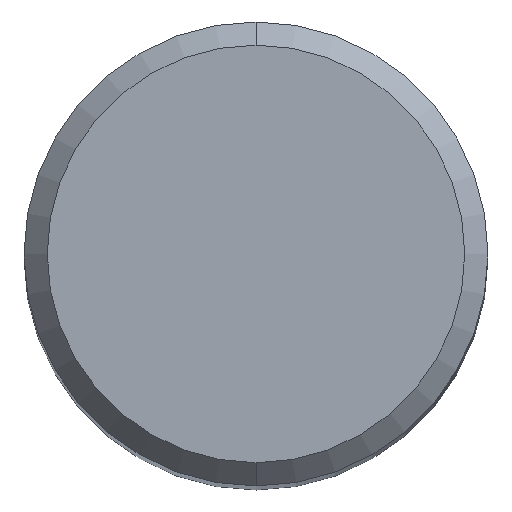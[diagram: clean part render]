
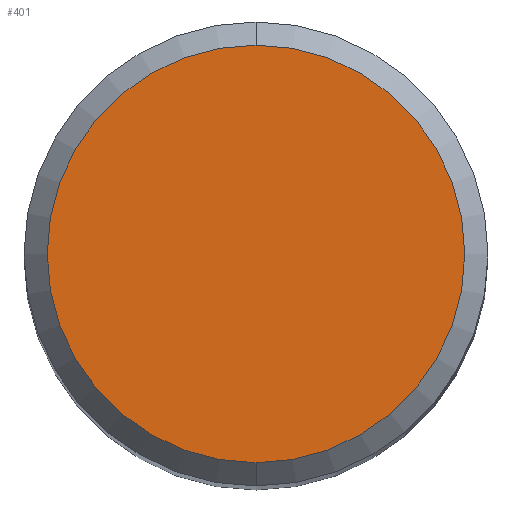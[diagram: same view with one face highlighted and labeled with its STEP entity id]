
A CAD part, top view. The second image highlights one B-rep face of the part: STEP entity #401.
In plain terms, the highlighted planar face has unit normal (0, 0, 1).
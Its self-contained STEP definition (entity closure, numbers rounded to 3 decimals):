
#239=VERTEX_POINT('',#542);
#371=EDGE_CURVE('',#239,#435,#686,.T.);
#381=EDGE_CURVE('',#435,#239,#696,.T.);
#401=ADVANCED_FACE('',(#716),#717,.T.);
#435=VERTEX_POINT('',#754);
#542=CARTESIAN_POINT('',(0.0,3.6,0.0));
#686=CIRCLE('',#1259,3.6);
#696=CIRCLE('',#1299,3.6);
#716=FACE_OUTER_BOUND('',#1328,.T.);
#717=PLANE('',#1329);
#754=CARTESIAN_POINT('',(0.,-3.6,0.0));
#1259=AXIS2_PLACEMENT_3D('',#1668,#1669,#1670);
#1299=AXIS2_PLACEMENT_3D('',#1672,#1673,#1674);
#1328=EDGE_LOOP('',(#1684,#1685));
#1329=AXIS2_PLACEMENT_3D('',#1686,#1687,#1688);
#1668=CARTESIAN_POINT('',(0.0,0.0,0.0));
#1669=DIRECTION('',(0.0,0.0,-1.0));
#1670=DIRECTION('',(0.0,1.0,0.0));
#1672=CARTESIAN_POINT('',(0.0,0.0,0.0));
#1673=DIRECTION('',(0.0,0.0,-1.0));
#1674=DIRECTION('',(0.0,1.0,0.0));
#1684=ORIENTED_EDGE('',*,*,#371,.F.);
#1685=ORIENTED_EDGE('',*,*,#381,.F.);
#1686=CARTESIAN_POINT('',(0.0,1.8,0.0));
#1687=DIRECTION('',(-0.0,0.0,1.0));
#1688=DIRECTION('',(0.0,-1.0,0.0));
